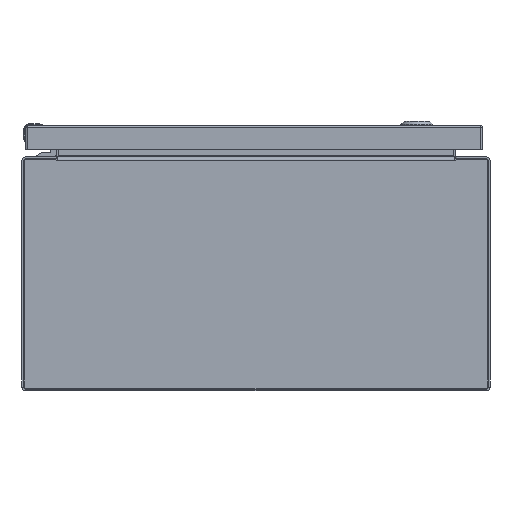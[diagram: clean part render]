
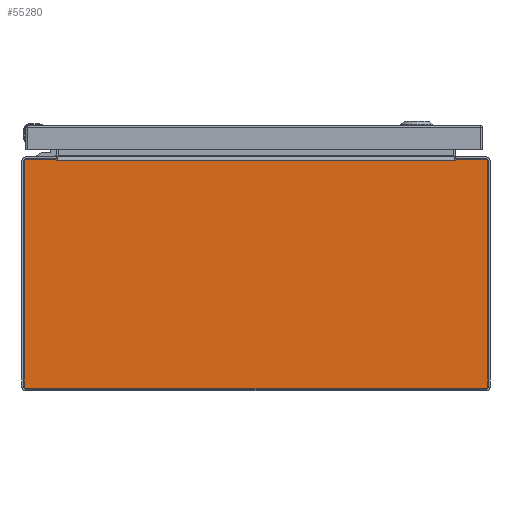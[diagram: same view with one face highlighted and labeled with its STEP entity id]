
A CAD part, front view. The second image highlights one B-rep face of the part: STEP entity #55280.
In plain terms, the highlighted planar face has unit normal (0, -1, 0).
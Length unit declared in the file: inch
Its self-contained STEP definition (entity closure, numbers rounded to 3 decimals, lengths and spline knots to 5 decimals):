
#288 = CARTESIAN_POINT ( 'NONE',  ( -7.857, -12., -3.937 ) ) ;
#1023 = LINE ( 'NONE', #107275, #132616 ) ;
#3824 = CARTESIAN_POINT ( 'NONE',  ( 0., -12., 3.883 ) ) ;
#4769 = CARTESIAN_POINT ( 'NONE',  ( 6.80579, -12., 3.883 ) ) ;
#4990 = CARTESIAN_POINT ( 'NONE',  ( 6.798, -12., 3.883 ) ) ;
#5203 = DIRECTION ( 'NONE',  ( 0., -1., 0. ) ) ;
#5352 = EDGE_CURVE ( 'NONE', #134839, #128169, #90140, .T. ) ;
#5494 = EDGE_CURVE ( 'NONE', #35048, #134839, #1023, .T. ) ;
#9040 = DIRECTION ( 'NONE',  ( 0., 0., -1. ) ) ;
#9687 = VECTOR ( 'NONE', #162358, 39.37008 ) ;
#10686 = VERTEX_POINT ( 'NONE', #140961 ) ;
#11636 = AXIS2_PLACEMENT_3D ( 'NONE', #87985, #5203, #118886 ) ;
#14466 = CIRCLE ( 'NONE', #11636, 0.08 ) ;
#15768 = VERTEX_POINT ( 'NONE', #4990 ) ;
#16236 = EDGE_CURVE ( 'NONE', #67639, #136050, #124369, .T. ) ;
#16906 = CARTESIAN_POINT ( 'NONE',  ( 7.937, -12., 0. ) ) ;
#21213 = EDGE_CURVE ( 'NONE', #95326, #165312, #162659, .T. ) ;
#21291 = AXIS2_PLACEMENT_3D ( 'NONE', #114816, #139756, #167871 ) ;
#22687 = CARTESIAN_POINT ( 'NONE',  ( 0., -12., 0. ) ) ;
#22883 = CARTESIAN_POINT ( 'NONE',  ( -6.82312, -12., 3.937 ) ) ;
#23366 = VERTEX_POINT ( 'NONE', #90595 ) ;
#23443 = DIRECTION ( 'NONE',  ( 0., -1., 0. ) ) ;
#29284 = CARTESIAN_POINT ( 'NONE',  ( 7.857, -12., -3.857 ) ) ;
#31008 = CARTESIAN_POINT ( 'NONE',  ( 6.82312, -12., 3.937 ) ) ;
#33400 = CARTESIAN_POINT ( 'NONE',  ( 0., -12., 3.937 ) ) ;
#34462 = ORIENTED_EDGE ( 'NONE', *, *, #74684, .T. ) ;
#35048 = VERTEX_POINT ( 'NONE', #145983 ) ;
#36216 = DIRECTION ( 'NONE',  ( 0., 0., -1. ) ) ;
#37715 = LINE ( 'NONE', #90040, #70266 ) ;
#37818 = DIRECTION ( 'NONE',  ( -0.174, 0., -0.985 ) ) ;
#43883 = ORIENTED_EDGE ( 'NONE', *, *, #47442, .T. ) ;
#44343 = CARTESIAN_POINT ( 'NONE',  ( -6.81836, -12., 3.91 ) ) ;
#45248 = AXIS2_PLACEMENT_3D ( 'NONE', #29284, #132310, #104806 ) ;
#47442 = EDGE_CURVE ( 'NONE', #165312, #63511, #160706, .T. ) ;
#49772 = DIRECTION ( 'NONE',  ( 1., 0., 0. ) ) ;
#50808 = CARTESIAN_POINT ( 'NONE',  ( -7.857, -12., -3.857 ) ) ;
#51168 = ORIENTED_EDGE ( 'NONE', *, *, #156491, .F. ) ;
#52885 = VERTEX_POINT ( 'NONE', #149565 ) ;
#54023 = CIRCLE ( 'NONE', #21291, 0.08 ) ;
#55280 = ADVANCED_FACE ( 'NONE', ( #73329 ), #140225, .T. ) ;
#61390 = CARTESIAN_POINT ( 'NONE',  ( -6.80579, -12., 3.883 ) ) ;
#62244 = LINE ( 'NONE', #61390, #90356 ) ;
#62987 = AXIS2_PLACEMENT_3D ( 'NONE', #22687, #164133, #9040 ) ;
#63511 = VERTEX_POINT ( 'NONE', #288 ) ;
#64626 = CIRCLE ( 'NONE', #45248, 0.08 ) ;
#67639 = VERTEX_POINT ( 'NONE', #22883 ) ;
#68332 = DIRECTION ( 'NONE',  ( 0., 0., 1. ) ) ;
#70266 = VECTOR ( 'NONE', #49772, 39.37008 ) ;
#71049 = LINE ( 'NONE', #44343, #163257 ) ;
#73329 = FACE_OUTER_BOUND ( 'NONE', #154356, .T. ) ;
#74684 = EDGE_CURVE ( 'NONE', #128169, #15768, #133446, .T. ) ;
#76420 = ORIENTED_EDGE ( 'NONE', *, *, #16236, .T. ) ;
#76929 = EDGE_CURVE ( 'NONE', #15768, #23366, #97142, .T. ) ;
#79021 = ORIENTED_EDGE ( 'NONE', *, *, #76929, .T. ) ;
#79814 = CARTESIAN_POINT ( 'NONE',  ( 7.937, -12., 3.857 ) ) ;
#85711 = DIRECTION ( 'NONE',  ( -1., 0., 0. ) ) ;
#87284 = VECTOR ( 'NONE', #85711, 39.37008 ) ;
#87985 = CARTESIAN_POINT ( 'NONE',  ( -7.857, -12., 3.857 ) ) ;
#90040 = CARTESIAN_POINT ( 'NONE',  ( 0., -12., -3.937 ) ) ;
#90140 = LINE ( 'NONE', #155388, #110495 ) ;
#90356 = VECTOR ( 'NONE', #142020, 39.37008 ) ;
#90595 = CARTESIAN_POINT ( 'NONE',  ( -6.798, -12., 3.883 ) ) ;
#93501 = DIRECTION ( 'NONE',  ( -1., 0., 0. ) ) ;
#95326 = VERTEX_POINT ( 'NONE', #99111 ) ;
#96175 = EDGE_CURVE ( 'NONE', #63511, #10686, #37715, .T. ) ;
#97128 = VERTEX_POINT ( 'NONE', #79814 ) ;
#97142 = LINE ( 'NONE', #3824, #9687 ) ;
#97757 = AXIS2_PLACEMENT_3D ( 'NONE', #50808, #23443, #36216 ) ;
#99111 = CARTESIAN_POINT ( 'NONE',  ( -7.937, -12., 3.857 ) ) ;
#100117 = EDGE_CURVE ( 'NONE', #10686, #52885, #64626, .T. ) ;
#101488 = EDGE_CURVE ( 'NONE', #97128, #35048, #54023, .T. ) ;
#104806 = DIRECTION ( 'NONE',  ( 0., 0., -1. ) ) ;
#105115 = CARTESIAN_POINT ( 'NONE',  ( -7.857, -12., 3.937 ) ) ;
#107275 = CARTESIAN_POINT ( 'NONE',  ( 0., -12., 3.937 ) ) ;
#110495 = VECTOR ( 'NONE', #37818, 39.37008 ) ;
#113517 = CARTESIAN_POINT ( 'NONE',  ( -7.937, -12., -3.857 ) ) ;
#114614 = ORIENTED_EDGE ( 'NONE', *, *, #146727, .T. ) ;
#114816 = CARTESIAN_POINT ( 'NONE',  ( 7.857, -12., 3.857 ) ) ;
#116251 = CARTESIAN_POINT ( 'NONE',  ( 6.8136, -12., 3.883 ) ) ;
#116436 = VECTOR ( 'NONE', #68332, 39.37008 ) ;
#117925 = ORIENTED_EDGE ( 'NONE', *, *, #5352, .T. ) ;
#118886 = DIRECTION ( 'NONE',  ( 0., 0., -1. ) ) ;
#121249 = ORIENTED_EDGE ( 'NONE', *, *, #5494, .T. ) ;
#121427 = DIRECTION ( 'NONE',  ( -1., 0., 0. ) ) ;
#122442 = CARTESIAN_POINT ( 'NONE',  ( -7.937, -12., 0. ) ) ;
#122775 = ORIENTED_EDGE ( 'NONE', *, *, #101488, .T. ) ;
#124369 = LINE ( 'NONE', #33400, #87284 ) ;
#124916 = EDGE_CURVE ( 'NONE', #67639, #140560, #71049, .T. ) ;
#125068 = DIRECTION ( 'NONE',  ( 0.174, 0., -0.985 ) ) ;
#125292 = VECTOR ( 'NONE', #159270, 39.37008 ) ;
#125653 = ORIENTED_EDGE ( 'NONE', *, *, #124916, .F. ) ;
#128169 = VERTEX_POINT ( 'NONE', #116251 ) ;
#132310 = DIRECTION ( 'NONE',  ( 0., -1., 0. ) ) ;
#132366 = VECTOR ( 'NONE', #121427, 39.37008 ) ;
#132376 = EDGE_CURVE ( 'NONE', #52885, #97128, #134351, .T. ) ;
#132616 = VECTOR ( 'NONE', #93501, 39.37008 ) ;
#133446 = LINE ( 'NONE', #4769, #132366 ) ;
#134351 = LINE ( 'NONE', #16906, #116436 ) ;
#134839 = VERTEX_POINT ( 'NONE', #31008 ) ;
#136050 = VERTEX_POINT ( 'NONE', #105115 ) ;
#139756 = DIRECTION ( 'NONE',  ( 0., -1., 0. ) ) ;
#140225 = PLANE ( 'NONE',  #62987 ) ;
#140560 = VERTEX_POINT ( 'NONE', #148303 ) ;
#140961 = CARTESIAN_POINT ( 'NONE',  ( 7.857, -12., -3.937 ) ) ;
#142020 = DIRECTION ( 'NONE',  ( 1., 0., 0. ) ) ;
#145983 = CARTESIAN_POINT ( 'NONE',  ( 7.857, -12., 3.937 ) ) ;
#146727 = EDGE_CURVE ( 'NONE', #136050, #95326, #14466, .T. ) ;
#148303 = CARTESIAN_POINT ( 'NONE',  ( -6.8136, -12., 3.883 ) ) ;
#149565 = CARTESIAN_POINT ( 'NONE',  ( 7.937, -12., -3.857 ) ) ;
#151901 = ORIENTED_EDGE ( 'NONE', *, *, #100117, .T. ) ;
#154356 = EDGE_LOOP ( 'NONE', ( #76420, #114614, #163705, #43883, #159419, #151901, #168154, #122775, #121249, #117925, #34462, #79021, #51168, #125653 ) ) ;
#155388 = CARTESIAN_POINT ( 'NONE',  ( 6.81836, -12., 3.91 ) ) ;
#156491 = EDGE_CURVE ( 'NONE', #140560, #23366, #62244, .T. ) ;
#159270 = DIRECTION ( 'NONE',  ( 0., 0., -1. ) ) ;
#159419 = ORIENTED_EDGE ( 'NONE', *, *, #96175, .T. ) ;
#160706 = CIRCLE ( 'NONE', #97757, 0.08 ) ;
#162358 = DIRECTION ( 'NONE',  ( -1., 0., 0. ) ) ;
#162659 = LINE ( 'NONE', #122442, #125292 ) ;
#163257 = VECTOR ( 'NONE', #125068, 39.37008 ) ;
#163705 = ORIENTED_EDGE ( 'NONE', *, *, #21213, .T. ) ;
#164133 = DIRECTION ( 'NONE',  ( 0., -1., 0. ) ) ;
#165312 = VERTEX_POINT ( 'NONE', #113517 ) ;
#167871 = DIRECTION ( 'NONE',  ( 0., 0., -1. ) ) ;
#168154 = ORIENTED_EDGE ( 'NONE', *, *, #132376, .T. ) ;
